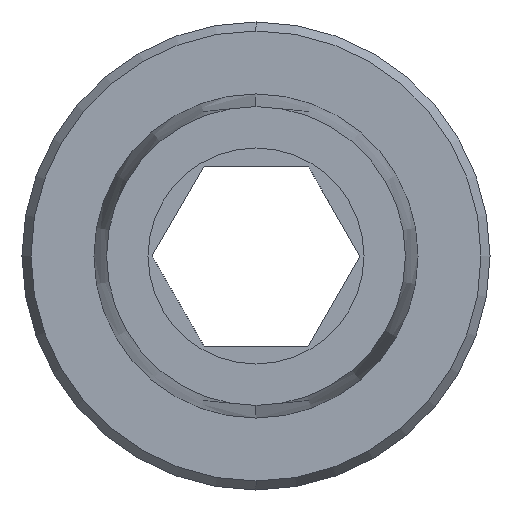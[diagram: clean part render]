
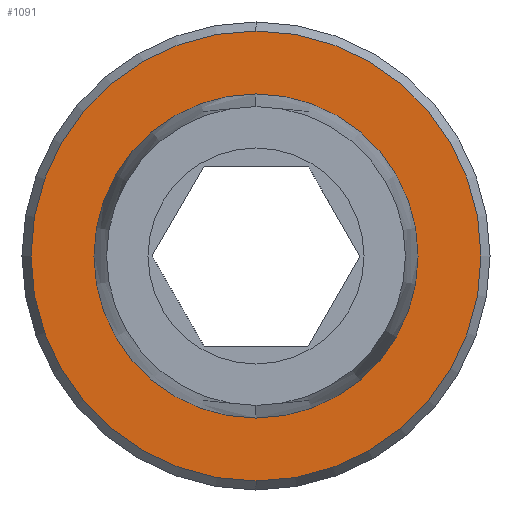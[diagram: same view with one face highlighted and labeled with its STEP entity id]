
A CAD part, left-side view. The second image highlights one B-rep face of the part: STEP entity #1091.
In plain terms, the highlighted planar face has unit normal (-1, 0, 0).
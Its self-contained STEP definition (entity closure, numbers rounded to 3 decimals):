
#165 = DIRECTION ( 'NONE',  ( 0., 0., -1. ) ) ;
#186 = ORIENTED_EDGE ( 'NONE', *, *, #1457, .F. ) ;
#248 = DIRECTION ( 'NONE',  ( 0., 0., -1. ) ) ;
#341 = CARTESIAN_POINT ( 'NONE',  ( 14., 0., 0. ) ) ;
#400 = ORIENTED_EDGE ( 'NONE', *, *, #3676, .T. ) ;
#444 = AXIS2_PLACEMENT_3D ( 'NONE', #3898, #545, #165 ) ;
#480 = CARTESIAN_POINT ( 'NONE',  ( 14., 0., -6.25 ) ) ;
#545 = DIRECTION ( 'NONE',  ( -1., 0., 0. ) ) ;
#720 = CARTESIAN_POINT ( 'NONE',  ( 14., 0., 0. ) ) ;
#902 = AXIS2_PLACEMENT_3D ( 'NONE', #341, #2961, #1519 ) ;
#967 = ORIENTED_EDGE ( 'NONE', *, *, #2294, .T. ) ;
#1036 = EDGE_LOOP ( 'NONE', ( #186, #2615 ) ) ;
#1091 = ADVANCED_FACE ( 'NONE', ( #2620, #1161 ), #4117, .F. ) ;
#1161 = FACE_BOUND ( 'NONE', #1036, .T. ) ;
#1457 = EDGE_CURVE ( 'NONE', #1874, #2441, #1919, .T. ) ;
#1519 = DIRECTION ( 'NONE',  ( 0., 0., -1. ) ) ;
#1688 = AXIS2_PLACEMENT_3D ( 'NONE', #720, #2869, #3996 ) ;
#1693 = CARTESIAN_POINT ( 'NONE',  ( 14., 0., 0. ) ) ;
#1764 = CIRCLE ( 'NONE', #902, 6.25 ) ;
#1771 = CIRCLE ( 'NONE', #444, 6.25 ) ;
#1874 = VERTEX_POINT ( 'NONE', #4015 ) ;
#1887 = CARTESIAN_POINT ( 'NONE',  ( 14., 0., 0. ) ) ;
#1919 = CIRCLE ( 'NONE', #2541, 4.5 ) ;
#2294 = EDGE_CURVE ( 'NONE', #3154, #4826, #1764, .T. ) ;
#2441 = VERTEX_POINT ( 'NONE', #3493 ) ;
#2504 = DIRECTION ( 'NONE',  ( 1., 0., 0. ) ) ;
#2541 = AXIS2_PLACEMENT_3D ( 'NONE', #1693, #3179, #4670 ) ;
#2615 = ORIENTED_EDGE ( 'NONE', *, *, #3994, .F. ) ;
#2620 = FACE_OUTER_BOUND ( 'NONE', #2630, .T. ) ;
#2630 = EDGE_LOOP ( 'NONE', ( #967, #400 ) ) ;
#2869 = DIRECTION ( 'NONE',  ( -1., 0., 0. ) ) ;
#2961 = DIRECTION ( 'NONE',  ( -1., 0., 0. ) ) ;
#3154 = VERTEX_POINT ( 'NONE', #480 ) ;
#3179 = DIRECTION ( 'NONE',  ( -1., 0., 0. ) ) ;
#3366 = CARTESIAN_POINT ( 'NONE',  ( 14., 0., 6.25 ) ) ;
#3493 = CARTESIAN_POINT ( 'NONE',  ( 14., 0., -4.5 ) ) ;
#3676 = EDGE_CURVE ( 'NONE', #4826, #3154, #1771, .T. ) ;
#3898 = CARTESIAN_POINT ( 'NONE',  ( 14., 0., 0. ) ) ;
#3994 = EDGE_CURVE ( 'NONE', #2441, #1874, #4814, .T. ) ;
#3996 = DIRECTION ( 'NONE',  ( 0., 0., 1. ) ) ;
#4015 = CARTESIAN_POINT ( 'NONE',  ( 14., 0., 4.5 ) ) ;
#4117 = PLANE ( 'NONE',  #4794 ) ;
#4670 = DIRECTION ( 'NONE',  ( 0., 0., 1. ) ) ;
#4794 = AXIS2_PLACEMENT_3D ( 'NONE', #1887, #2504, #248 ) ;
#4814 = CIRCLE ( 'NONE', #1688, 4.5 ) ;
#4826 = VERTEX_POINT ( 'NONE', #3366 ) ;
